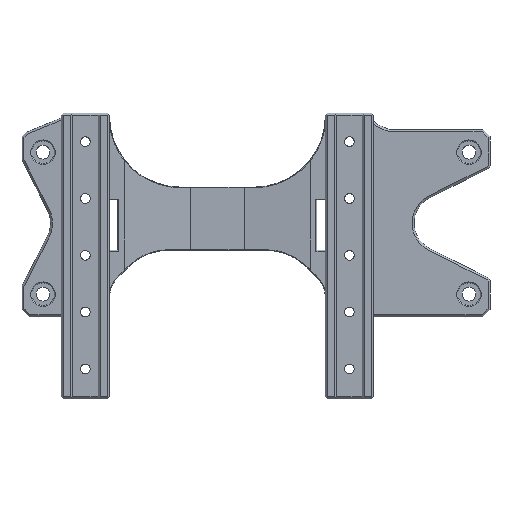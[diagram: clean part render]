
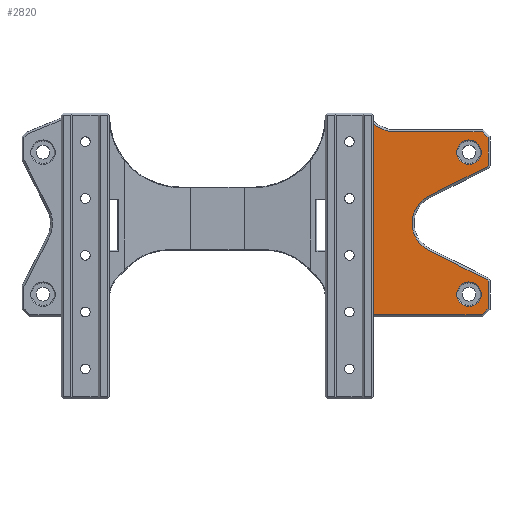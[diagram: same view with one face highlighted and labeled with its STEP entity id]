
A CAD part, top view. The second image highlights one B-rep face of the part: STEP entity #2820.
In plain terms, the highlighted planar face has unit normal (0, 0, 1).
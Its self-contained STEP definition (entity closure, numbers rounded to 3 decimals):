
#2497=CARTESIAN_POINT('',(175.8,353.724,11.386));
#2498=VERTEX_POINT('',#2497);
#2507=CARTESIAN_POINT('',(176.868,352.656,11.386));
#2508=VERTEX_POINT('',#2507);
#2509=CARTESIAN_POINT('',(176.868,352.656,11.386));
#2510=DIRECTION('',(-0.707,0.707,-0.));
#2511=VECTOR('',#2510,1.51);
#2512=LINE('',#2509,#2511);
#2513=EDGE_CURVE('',#2508,#2498,#2512,.T.);
#2669=CARTESIAN_POINT('',(269.1,320.864,11.386));
#2670=DIRECTION('',(0.,-0.,-1.));
#2671=DIRECTION('',(0.,1.,-0.));
#2672=AXIS2_PLACEMENT_3D('',#2669,#2670,#2671);
#2673=PLANE('',#2672);
#2674=CARTESIAN_POINT('',(195.249,309.054,11.386));
#2675=VERTEX_POINT('',#2674);
#2676=CARTESIAN_POINT('',(195.249,328.175,11.386));
#2677=VERTEX_POINT('',#2676);
#2678=CARTESIAN_POINT('',(200.053,318.614,11.386));
#2679=DIRECTION('',(0.,-0.,-1.));
#2680=DIRECTION('',(0.,1.,-0.));
#2681=AXIS2_PLACEMENT_3D('',#2678,#2679,#2680);
#2682=CIRCLE('',#2681,10.7);
#2683=EDGE_CURVE('',#2675,#2677,#2682,.T.);
#2684=ORIENTED_EDGE('',*,*,#2683,.T.);
#2685=CARTESIAN_POINT('',(215.779,338.491,11.386));
#2686=VERTEX_POINT('',#2685);
#2687=CARTESIAN_POINT('',(195.249,328.175,11.386));
#2688=DIRECTION('',(0.894,0.449,-0.));
#2689=VECTOR('',#2688,22.976);
#2690=LINE('',#2687,#2689);
#2691=EDGE_CURVE('',#2677,#2686,#2690,.T.);
#2692=ORIENTED_EDGE('',*,*,#2691,.T.);
#2693=CARTESIAN_POINT('',(216.1,339.013,11.386));
#2694=VERTEX_POINT('',#2693);
#2695=CARTESIAN_POINT('',(215.779,338.491,11.386));
#2696=DIRECTION('',(0.525,0.851,-0.));
#2697=VECTOR('',#2696,0.612);
#2698=LINE('',#2695,#2697);
#2699=EDGE_CURVE('',#2686,#2694,#2698,.T.);
#2700=ORIENTED_EDGE('',*,*,#2699,.T.);
#2701=CARTESIAN_POINT('',(216.1,348.724,11.386));
#2702=VERTEX_POINT('',#2701);
#2703=CARTESIAN_POINT('',(216.1,339.013,11.386));
#2704=DIRECTION('',(0.,1.,-0.));
#2705=VECTOR('',#2704,9.712);
#2706=LINE('',#2703,#2705);
#2707=EDGE_CURVE('',#2694,#2702,#2706,.T.);
#2708=ORIENTED_EDGE('',*,*,#2707,.T.);
#2709=CARTESIAN_POINT('',(214.01,350.814,11.386));
#2710=VERTEX_POINT('',#2709);
#2711=CARTESIAN_POINT('',(216.1,348.724,11.386));
#2712=DIRECTION('',(-0.707,0.707,-0.));
#2713=VECTOR('',#2712,2.956);
#2714=LINE('',#2711,#2713);
#2715=EDGE_CURVE('',#2702,#2710,#2714,.T.);
#2716=ORIENTED_EDGE('',*,*,#2715,.T.);
#2717=CARTESIAN_POINT('',(181.315,350.814,11.386));
#2718=VERTEX_POINT('',#2717);
#2719=CARTESIAN_POINT('',(214.01,350.814,11.386));
#2720=DIRECTION('',(-1.,0.,0.));
#2721=VECTOR('',#2720,32.695);
#2722=LINE('',#2719,#2721);
#2723=EDGE_CURVE('',#2710,#2718,#2722,.T.);
#2724=ORIENTED_EDGE('',*,*,#2723,.T.);
#2725=CARTESIAN_POINT('',(181.315,350.814,11.386));
#2726=DIRECTION('',(-0.924,0.383,-0.));
#2727=VECTOR('',#2726,4.814);
#2728=LINE('',#2725,#2727);
#2729=EDGE_CURVE('',#2718,#2508,#2728,.T.);
#2730=ORIENTED_EDGE('',*,*,#2729,.T.);
#2731=ORIENTED_EDGE('',*,*,#2513,.T.);
#2732=CARTESIAN_POINT('',(175.8,286.414,11.386));
#2733=VERTEX_POINT('',#2732);
#2734=CARTESIAN_POINT('',(175.8,353.724,11.386));
#2735=DIRECTION('',(0.,-1.,0.));
#2736=VECTOR('',#2735,67.31);
#2737=LINE('',#2734,#2736);
#2738=EDGE_CURVE('',#2498,#2733,#2737,.T.);
#2739=ORIENTED_EDGE('',*,*,#2738,.T.);
#2740=CARTESIAN_POINT('',(214.01,286.414,11.386));
#2741=VERTEX_POINT('',#2740);
#2742=CARTESIAN_POINT('',(175.8,286.414,11.386));
#2743=DIRECTION('',(1.,0.,-0.));
#2744=VECTOR('',#2743,38.21);
#2745=LINE('',#2742,#2744);
#2746=EDGE_CURVE('',#2733,#2741,#2745,.T.);
#2747=ORIENTED_EDGE('',*,*,#2746,.T.);
#2748=CARTESIAN_POINT('',(216.1,288.504,11.386));
#2749=VERTEX_POINT('',#2748);
#2750=CARTESIAN_POINT('',(214.01,286.414,11.386));
#2751=DIRECTION('',(0.707,0.707,-0.));
#2752=VECTOR('',#2751,2.956);
#2753=LINE('',#2750,#2752);
#2754=EDGE_CURVE('',#2741,#2749,#2753,.T.);
#2755=ORIENTED_EDGE('',*,*,#2754,.T.);
#2756=CARTESIAN_POINT('',(216.1,298.216,11.386));
#2757=VERTEX_POINT('',#2756);
#2758=CARTESIAN_POINT('',(216.1,288.504,11.386));
#2759=DIRECTION('',(0.,1.,-0.));
#2760=VECTOR('',#2759,9.712);
#2761=LINE('',#2758,#2760);
#2762=EDGE_CURVE('',#2749,#2757,#2761,.T.);
#2763=ORIENTED_EDGE('',*,*,#2762,.T.);
#2764=CARTESIAN_POINT('',(215.779,298.737,11.386));
#2765=VERTEX_POINT('',#2764);
#2766=CARTESIAN_POINT('',(216.1,298.216,11.386));
#2767=DIRECTION('',(-0.525,0.851,-0.));
#2768=VECTOR('',#2767,0.612);
#2769=LINE('',#2766,#2768);
#2770=EDGE_CURVE('',#2757,#2765,#2769,.T.);
#2771=ORIENTED_EDGE('',*,*,#2770,.T.);
#2772=CARTESIAN_POINT('',(215.779,298.737,11.386));
#2773=DIRECTION('',(-0.894,0.449,-0.));
#2774=VECTOR('',#2773,22.976);
#2775=LINE('',#2772,#2774);
#2776=EDGE_CURVE('',#2765,#2675,#2775,.T.);
#2777=ORIENTED_EDGE('',*,*,#2776,.T.);
#2778=EDGE_LOOP('',(#2684,#2692,#2700,#2708,#2716,#2724,#2730,#2731,#2739,#2747,#2755,#2763,#2771,#2777));
#2779=FACE_BOUND('',#2778,.T.);
#2780=CARTESIAN_POINT('',(209.4,347.914,11.386));
#2781=VERTEX_POINT('',#2780);
#2782=CARTESIAN_POINT('',(213.7,343.614,11.386));
#2783=VERTEX_POINT('',#2782);
#2784=CARTESIAN_POINT('',(209.4,343.614,11.386));
#2785=DIRECTION('',(0.,-0.,-1.));
#2786=DIRECTION('',(0.,1.,-0.));
#2787=AXIS2_PLACEMENT_3D('',#2784,#2785,#2786);
#2788=CIRCLE('',#2787,4.3);
#2789=EDGE_CURVE('',#2781,#2783,#2788,.T.);
#2790=ORIENTED_EDGE('',*,*,#2789,.T.);
#2791=CARTESIAN_POINT('',(209.4,343.614,11.386));
#2792=DIRECTION('',(0.,-0.,-1.));
#2793=DIRECTION('',(0.,1.,-0.));
#2794=AXIS2_PLACEMENT_3D('',#2791,#2792,#2793);
#2795=CIRCLE('',#2794,4.3);
#2796=EDGE_CURVE('',#2783,#2781,#2795,.T.);
#2797=ORIENTED_EDGE('',*,*,#2796,.T.);
#2798=EDGE_LOOP('',(#2790,#2797));
#2799=FACE_BOUND('',#2798,.T.);
#2800=CARTESIAN_POINT('',(209.4,297.914,11.386));
#2801=VERTEX_POINT('',#2800);
#2802=CARTESIAN_POINT('',(213.7,293.614,11.386));
#2803=VERTEX_POINT('',#2802);
#2804=CARTESIAN_POINT('',(209.4,293.614,11.386));
#2805=DIRECTION('',(0.,-0.,-1.));
#2806=DIRECTION('',(0.,1.,-0.));
#2807=AXIS2_PLACEMENT_3D('',#2804,#2805,#2806);
#2808=CIRCLE('',#2807,4.3);
#2809=EDGE_CURVE('',#2801,#2803,#2808,.T.);
#2810=ORIENTED_EDGE('',*,*,#2809,.T.);
#2811=CARTESIAN_POINT('',(209.4,293.614,11.386));
#2812=DIRECTION('',(0.,-0.,-1.));
#2813=DIRECTION('',(0.,1.,-0.));
#2814=AXIS2_PLACEMENT_3D('',#2811,#2812,#2813);
#2815=CIRCLE('',#2814,4.3);
#2816=EDGE_CURVE('',#2803,#2801,#2815,.T.);
#2817=ORIENTED_EDGE('',*,*,#2816,.T.);
#2818=EDGE_LOOP('',(#2810,#2817));
#2819=FACE_BOUND('',#2818,.T.);
#2820=ADVANCED_FACE('',(#2779,#2799,#2819),#2673,.F.);
